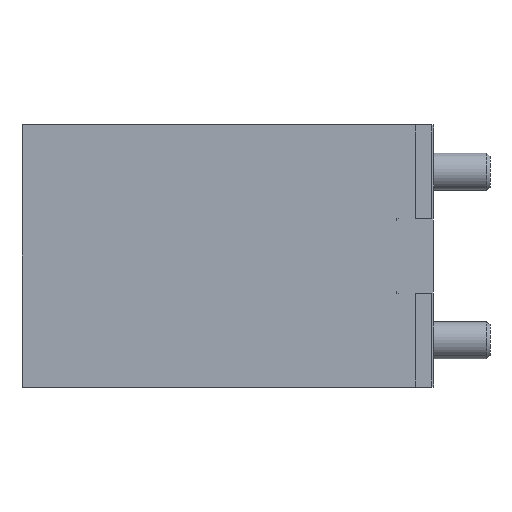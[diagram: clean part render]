
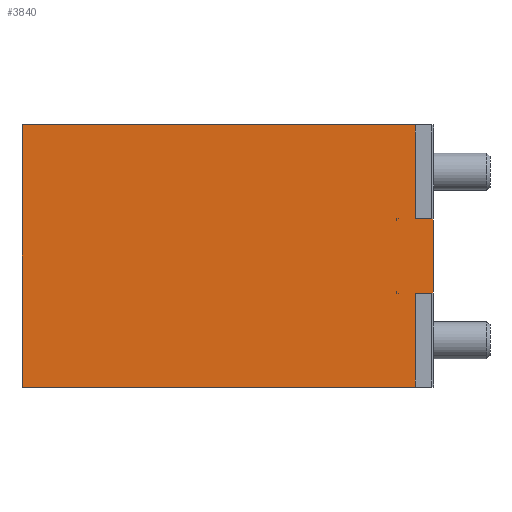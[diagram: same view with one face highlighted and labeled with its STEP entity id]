
A CAD part, left-side view. The second image highlights one B-rep face of the part: STEP entity #3840.
In plain terms, the highlighted planar face has unit normal (-1, 0, 0).
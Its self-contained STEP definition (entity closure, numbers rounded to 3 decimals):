
#883=CARTESIAN_POINT('',(-90.0,-55.5,25.));
#884=VERTEX_POINT('',#883);
#1053=CARTESIAN_POINT('',(-90.0,-55.,25.));
#1054=VERTEX_POINT('',#1053);
#1061=CARTESIAN_POINT('',(-90.0,-55.5,25.));
#1062=DIRECTION('',(0.0,1.0,0.0));
#1063=VECTOR('',#1062,0.5);
#1064=LINE('',#1061,#1063);
#1065=EDGE_CURVE('',#884,#1054,#1064,.T.);
#1085=CARTESIAN_POINT('',(-90.0,-55.5,45.));
#1086=VERTEX_POINT('',#1085);
#1093=CARTESIAN_POINT('',(-90.0,-55.,45.0));
#1094=VERTEX_POINT('',#1093);
#1095=CARTESIAN_POINT('',(-90.0,-55.,45.0));
#1096=DIRECTION('',(0.0,-1.0,0.0));
#1097=VECTOR('',#1096,0.5);
#1098=LINE('',#1095,#1097);
#1099=EDGE_CURVE('',#1094,#1086,#1098,.T.);
#1269=CARTESIAN_POINT('',(-90.0,-55.,25.5));
#1270=VERTEX_POINT('',#1269);
#1279=CARTESIAN_POINT('',(-90.0,-55.,25.));
#1280=DIRECTION('',(0.0,0.0,1.0));
#1281=VECTOR('',#1280,0.5);
#1282=LINE('',#1279,#1281);
#1283=EDGE_CURVE('',#1054,#1270,#1282,.T.);
#1293=CARTESIAN_POINT('',(-90.0,-55.,44.5));
#1294=VERTEX_POINT('',#1293);
#1295=CARTESIAN_POINT('',(-90.0,-55.,44.5));
#1296=DIRECTION('',(0.0,0.0,1.0));
#1297=VECTOR('',#1296,0.5);
#1298=LINE('',#1295,#1297);
#1299=EDGE_CURVE('',#1294,#1094,#1298,.T.);
#1757=CARTESIAN_POINT('',(-90.0,-60.,70.0));
#1758=VERTEX_POINT('',#1757);
#1765=CARTESIAN_POINT('',(-90.0,-60.,45.0));
#1766=VERTEX_POINT('',#1765);
#1767=CARTESIAN_POINT('',(-90.0,-60.,45.0));
#1768=DIRECTION('',(0.0,0.0,1.0));
#1769=VECTOR('',#1768,25.0);
#1770=LINE('',#1767,#1769);
#1771=EDGE_CURVE('',#1766,#1758,#1770,.T.);
#1855=CARTESIAN_POINT('',(-90.0,45.0,70.0));
#1856=VERTEX_POINT('',#1855);
#1863=CARTESIAN_POINT('',(-90.0,-60.,70.0));
#1864=DIRECTION('',(0.0,1.0,0.0));
#1865=VECTOR('',#1864,105.);
#1866=LINE('',#1863,#1865);
#1867=EDGE_CURVE('',#1758,#1856,#1866,.T.);
#2132=CARTESIAN_POINT('',(-90.0,45.0,0.0));
#2133=VERTEX_POINT('',#2132);
#2142=CARTESIAN_POINT('',(-90.0,45.0,70.0));
#2143=DIRECTION('',(0.0,0.0,-1.0));
#2144=VECTOR('',#2143,70.0);
#2145=LINE('',#2142,#2144);
#2146=EDGE_CURVE('',#1856,#2133,#2145,.T.);
#2193=CARTESIAN_POINT('',(-90.0,-60.,0.0));
#2194=VERTEX_POINT('',#2193);
#2201=CARTESIAN_POINT('',(-90.0,-60.,0.0));
#2202=DIRECTION('',(0.0,1.0,0.0));
#2203=VECTOR('',#2202,105.);
#2204=LINE('',#2201,#2203);
#2205=EDGE_CURVE('',#2194,#2133,#2204,.T.);
#2542=CARTESIAN_POINT('',(-90.0,-60.,25.));
#2543=VERTEX_POINT('',#2542);
#2550=CARTESIAN_POINT('',(-90.0,-60.,0.0));
#2551=DIRECTION('',(0.0,0.0,1.0));
#2552=VECTOR('',#2551,25.);
#2553=LINE('',#2550,#2552);
#2554=EDGE_CURVE('',#2194,#2543,#2553,.T.);
#3269=CARTESIAN_POINT('',(-90.0,-64.5,25.));
#3270=VERTEX_POINT('',#3269);
#3277=CARTESIAN_POINT('',(-90.0,-64.5,25.));
#3278=DIRECTION('',(0.0,1.0,0.0));
#3279=VECTOR('',#3278,4.5);
#3280=LINE('',#3277,#3279);
#3281=EDGE_CURVE('',#3270,#2543,#3280,.T.);
#3638=CARTESIAN_POINT('',(-90.0,-55.,44.5));
#3639=DIRECTION('',(0.0,-0.707,0.707));
#3640=VECTOR('',#3639,0.707);
#3641=LINE('',#3638,#3640);
#3642=EDGE_CURVE('',#1294,#1086,#3641,.T.);
#3709=CARTESIAN_POINT('',(-90.0,-55.5,25.));
#3710=DIRECTION('',(0.0,0.707,0.707));
#3711=VECTOR('',#3710,0.707);
#3712=LINE('',#3709,#3711);
#3713=EDGE_CURVE('',#884,#1270,#3712,.T.);
#3726=CARTESIAN_POINT('',(-90.0,-65.,25.5));
#3727=VERTEX_POINT('',#3726);
#3728=CARTESIAN_POINT('',(-90.0,-65.,25.5));
#3729=DIRECTION('',(0.0,0.707,-0.707));
#3730=VECTOR('',#3729,0.707);
#3731=LINE('',#3728,#3730);
#3732=EDGE_CURVE('',#3727,#3270,#3731,.T.);
#3752=CARTESIAN_POINT('',(-90.0,-65.,44.5));
#3753=VERTEX_POINT('',#3752);
#3760=CARTESIAN_POINT('',(-90.0,-65.,44.5));
#3761=DIRECTION('',(0.0,0.0,-1.0));
#3762=VECTOR('',#3761,19.);
#3763=LINE('',#3760,#3762);
#3764=EDGE_CURVE('',#3753,#3727,#3763,.T.);
#3777=CARTESIAN_POINT('',(-90.0,-64.5,45.));
#3778=VERTEX_POINT('',#3777);
#3779=CARTESIAN_POINT('',(-90.0,-64.5,45.));
#3780=DIRECTION('',(0.0,-0.707,-0.707));
#3781=VECTOR('',#3780,0.707);
#3782=LINE('',#3779,#3781);
#3783=EDGE_CURVE('',#3778,#3753,#3782,.T.);
#3802=CARTESIAN_POINT('',(-90.0,-60.,45.));
#3803=DIRECTION('',(0.0,-1.0,0.0));
#3804=VECTOR('',#3803,4.5);
#3805=LINE('',#3802,#3804);
#3806=EDGE_CURVE('',#1766,#3778,#3805,.T.);
#3813=CARTESIAN_POINT('',(-90.0,-60.,35.));
#3814=DIRECTION('',(-1.0,0.0,0.0));
#3815=DIRECTION('',(0.0,0.0,-1.0));
#3816=AXIS2_PLACEMENT_3D('',#3813,#3814,#3815);
#3817=PLANE('',#3816);
#3818=ORIENTED_EDGE('',*,*,#3281,.F.);
#3819=ORIENTED_EDGE('',*,*,#3732,.F.);
#3820=ORIENTED_EDGE('',*,*,#3764,.F.);
#3821=ORIENTED_EDGE('',*,*,#3783,.F.);
#3822=ORIENTED_EDGE('',*,*,#3806,.F.);
#3823=ORIENTED_EDGE('',*,*,#1771,.T.);
#3824=ORIENTED_EDGE('',*,*,#1867,.T.);
#3825=ORIENTED_EDGE('',*,*,#2146,.T.);
#3826=ORIENTED_EDGE('',*,*,#2205,.F.);
#3827=ORIENTED_EDGE('',*,*,#2554,.T.);
#3828=EDGE_LOOP('',(#3818,#3819,#3820,#3821,#3822,#3823,#3824,#3825,#3826,#3827));
#3829=FACE_OUTER_BOUND('',#3828,.T.);
#3830=ORIENTED_EDGE('',*,*,#3642,.F.);
#3831=ORIENTED_EDGE('',*,*,#1299,.T.);
#3832=ORIENTED_EDGE('',*,*,#1099,.T.);
#3833=EDGE_LOOP('',(#3830,#3831,#3832));
#3834=FACE_BOUND('',#3833,.T.);
#3835=ORIENTED_EDGE('',*,*,#1065,.T.);
#3836=ORIENTED_EDGE('',*,*,#1283,.T.);
#3837=ORIENTED_EDGE('',*,*,#3713,.F.);
#3838=EDGE_LOOP('',(#3835,#3836,#3837));
#3839=FACE_BOUND('',#3838,.T.);
#3840=ADVANCED_FACE('',(#3829,#3834,#3839),#3817,.T.);
